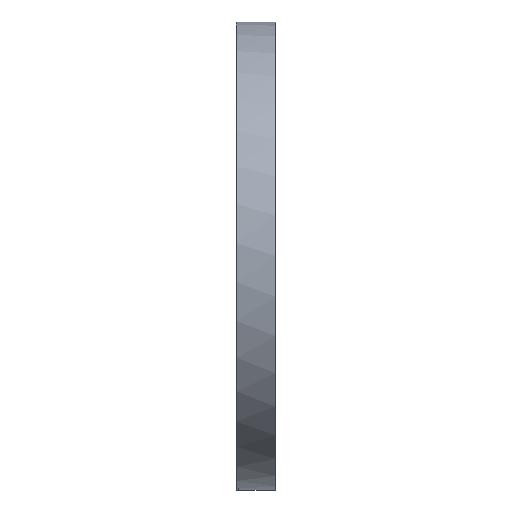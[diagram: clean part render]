
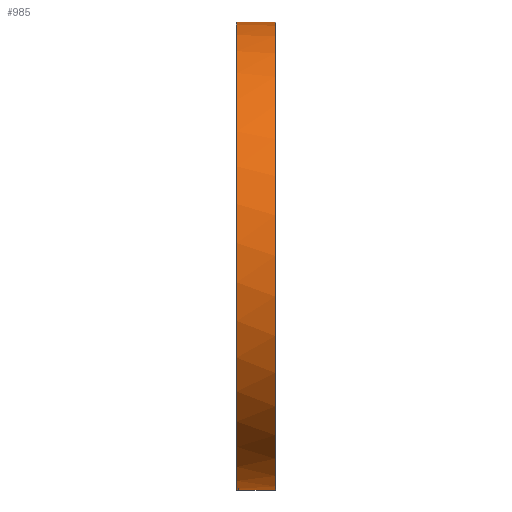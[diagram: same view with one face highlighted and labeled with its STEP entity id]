
A CAD part, left-side view. The second image highlights one B-rep face of the part: STEP entity #985.
In plain terms, the highlighted cylindrical face has radius 153 mm (diameter 306 mm), a partial arc.
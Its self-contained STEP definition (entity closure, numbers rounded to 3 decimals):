
#71 = DIRECTION ( 'NONE',  ( 0., -1., 0. ) ) ;
#133 = DIRECTION ( 'NONE',  ( 0., 0., -1. ) ) ;
#185 = CARTESIAN_POINT ( 'NONE',  ( -13.005, 0., -152.446 ) ) ;
#198 = ORIENTED_EDGE ( 'NONE', *, *, #4368, .T. ) ;
#319 = ORIENTED_EDGE ( 'NONE', *, *, #2478, .T. ) ;
#337 = CIRCLE ( 'NONE', #3103, 153. ) ;
#542 = ORIENTED_EDGE ( 'NONE', *, *, #3969, .F. ) ;
#575 = DIRECTION ( 'NONE',  ( 0., 0., -1. ) ) ;
#836 = AXIS2_PLACEMENT_3D ( 'NONE', #962, #2713, #3767 ) ;
#877 = EDGE_CURVE ( 'NONE', #3682, #4054, #1173, .T. ) ;
#918 = EDGE_CURVE ( 'NONE', #3427, #3682, #2162, .T. ) ;
#935 = CARTESIAN_POINT ( 'NONE',  ( 0., 25.6, 0. ) ) ;
#940 = CARTESIAN_POINT ( 'NONE',  ( -13.005, 24.3, -152.446 ) ) ;
#962 = CARTESIAN_POINT ( 'NONE',  ( 0., 25.6, 0. ) ) ;
#985 = ADVANCED_FACE ( 'NONE', ( #1501 ), #4201, .T. ) ;
#1024 = CARTESIAN_POINT ( 'NONE',  ( -16.986, 24.3, -152.054 ) ) ;
#1069 = CIRCLE ( 'NONE', #4209, 153. ) ;
#1156 = CIRCLE ( 'NONE', #3443, 153. ) ;
#1173 = CIRCLE ( 'NONE', #836, 153. ) ;
#1284 = VERTEX_POINT ( 'NONE', #1024 ) ;
#1307 = DIRECTION ( 'NONE',  ( 0., 1., 0. ) ) ;
#1464 = EDGE_CURVE ( 'NONE', #1534, #2107, #3848, .T. ) ;
#1473 = DIRECTION ( 'NONE',  ( 0., 1., 0. ) ) ;
#1486 = CARTESIAN_POINT ( 'NONE',  ( 0., 0., -153. ) ) ;
#1501 = FACE_OUTER_BOUND ( 'NONE', #2429, .T. ) ;
#1534 = VERTEX_POINT ( 'NONE', #2798 ) ;
#1576 = AXIS2_PLACEMENT_3D ( 'NONE', #3329, #2632, #133 ) ;
#1671 = EDGE_CURVE ( 'NONE', #1534, #3292, #1156, .T. ) ;
#1683 = CARTESIAN_POINT ( 'NONE',  ( 0., 25.6, -153. ) ) ;
#1859 = CARTESIAN_POINT ( 'NONE',  ( 0., 0.4, 153. ) ) ;
#2107 = VERTEX_POINT ( 'NONE', #1859 ) ;
#2145 = ORIENTED_EDGE ( 'NONE', *, *, #877, .T. ) ;
#2162 = LINE ( 'NONE', #185, #3117 ) ;
#2429 = EDGE_LOOP ( 'NONE', ( #4431, #3895, #319, #542, #4152, #2145, #198, #3162 ) ) ;
#2478 = EDGE_CURVE ( 'NONE', #3292, #1284, #3614, .T. ) ;
#2632 = DIRECTION ( 'NONE',  ( 0., -1., 0. ) ) ;
#2683 = DIRECTION ( 'NONE',  ( 0., 1., 0. ) ) ;
#2713 = DIRECTION ( 'NONE',  ( 0., -1., 0. ) ) ;
#2798 = CARTESIAN_POINT ( 'NONE',  ( 0., 25.6, 153. ) ) ;
#2839 = DIRECTION ( 'NONE',  ( 0., -1., 0. ) ) ;
#2933 = VECTOR ( 'NONE', #2839, 1000. ) ;
#2948 = VECTOR ( 'NONE', #71, 1000. ) ;
#3046 = DIRECTION ( 'NONE',  ( 0., -1., 0. ) ) ;
#3059 = CARTESIAN_POINT ( 'NONE',  ( -16.986, 0., -152.054 ) ) ;
#3103 = AXIS2_PLACEMENT_3D ( 'NONE', #3573, #1473, #3925 ) ;
#3117 = VECTOR ( 'NONE', #2683, 1000. ) ;
#3162 = ORIENTED_EDGE ( 'NONE', *, *, #4311, .T. ) ;
#3230 = CARTESIAN_POINT ( 'NONE',  ( 0., 0., 153. ) ) ;
#3292 = VERTEX_POINT ( 'NONE', #3657 ) ;
#3329 = CARTESIAN_POINT ( 'NONE',  ( 0., 0., 0. ) ) ;
#3410 = CARTESIAN_POINT ( 'NONE',  ( 0., 24.3, 0. ) ) ;
#3427 = VERTEX_POINT ( 'NONE', #940 ) ;
#3443 = AXIS2_PLACEMENT_3D ( 'NONE', #935, #3046, #575 ) ;
#3505 = VECTOR ( 'NONE', #4453, 1000. ) ;
#3506 = CARTESIAN_POINT ( 'NONE',  ( 0., 0.4, -153. ) ) ;
#3573 = CARTESIAN_POINT ( 'NONE',  ( 0., 0.4, 0. ) ) ;
#3614 = LINE ( 'NONE', #3059, #3505 ) ;
#3657 = CARTESIAN_POINT ( 'NONE',  ( -16.986, 25.6, -152.054 ) ) ;
#3682 = VERTEX_POINT ( 'NONE', #3891 ) ;
#3752 = DIRECTION ( 'NONE',  ( 0., 0., 1. ) ) ;
#3767 = DIRECTION ( 'NONE',  ( 0., 0., -1. ) ) ;
#3848 = LINE ( 'NONE', #3230, #2933 ) ;
#3861 = LINE ( 'NONE', #1486, #2948 ) ;
#3891 = CARTESIAN_POINT ( 'NONE',  ( -13.005, 25.6, -152.446 ) ) ;
#3895 = ORIENTED_EDGE ( 'NONE', *, *, #1671, .T. ) ;
#3925 = DIRECTION ( 'NONE',  ( 0., 0., 1. ) ) ;
#3969 = EDGE_CURVE ( 'NONE', #3427, #1284, #1069, .T. ) ;
#4054 = VERTEX_POINT ( 'NONE', #1683 ) ;
#4152 = ORIENTED_EDGE ( 'NONE', *, *, #918, .T. ) ;
#4187 = VERTEX_POINT ( 'NONE', #3506 ) ;
#4201 = CYLINDRICAL_SURFACE ( 'NONE', #1576, 153. ) ;
#4209 = AXIS2_PLACEMENT_3D ( 'NONE', #3410, #1307, #3752 ) ;
#4311 = EDGE_CURVE ( 'NONE', #4187, #2107, #337, .T. ) ;
#4368 = EDGE_CURVE ( 'NONE', #4054, #4187, #3861, .T. ) ;
#4431 = ORIENTED_EDGE ( 'NONE', *, *, #1464, .F. ) ;
#4453 = DIRECTION ( 'NONE',  ( 0., -1., 0. ) ) ;
